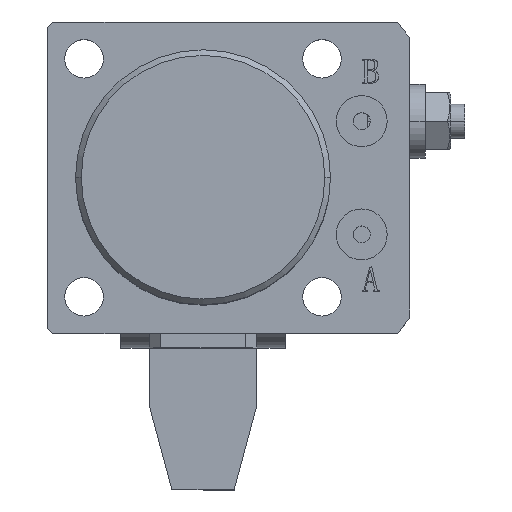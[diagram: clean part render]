
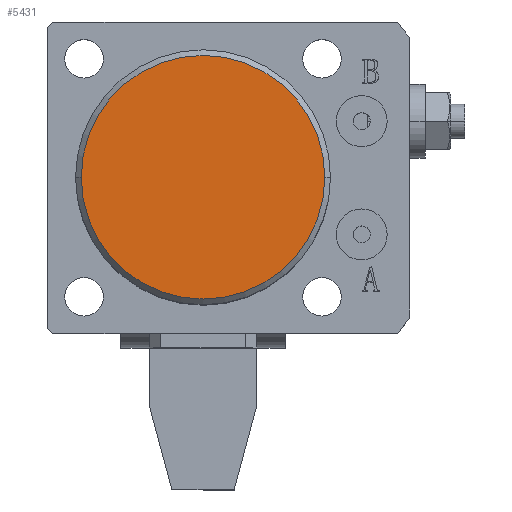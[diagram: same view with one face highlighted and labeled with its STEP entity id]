
A CAD part, top view. The second image highlights one B-rep face of the part: STEP entity #5431.
In plain terms, the highlighted planar face has unit normal (0, 0, 1).
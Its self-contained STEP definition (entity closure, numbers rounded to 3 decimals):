
#1915 = DIRECTION ( 'NONE',  ( 0., 0., 1. ) ) ;
#2029 = DIRECTION ( 'NONE',  ( 1., 0., 0. ) ) ;
#2164 = CARTESIAN_POINT ( 'NONE',  ( 0., 0., 76. ) ) ;
#2520 = CARTESIAN_POINT ( 'NONE',  ( 21.5, 0., 76. ) ) ;
#2706 = CARTESIAN_POINT ( 'NONE',  ( -21.5, 0., 76. ) ) ;
#3607 = EDGE_CURVE ( 'NONE', #9002, #8816, #6223, .T. ) ;
#3932 = DIRECTION ( 'NONE',  ( 1., 0., 0. ) ) ;
#3933 = DIRECTION ( 'NONE',  ( 0., 0., 1. ) ) ;
#3934 = CARTESIAN_POINT ( 'NONE',  ( 0., 0., 76. ) ) ;
#4287 = EDGE_CURVE ( 'NONE', #8816, #9002, #6632, .T. ) ;
#4779 = AXIS2_PLACEMENT_3D ( 'NONE', #2164, #1915, #2029 ) ;
#4864 = AXIS2_PLACEMENT_3D ( 'NONE', #3934, #3933, #3932 ) ;
#5019 = AXIS2_PLACEMENT_3D ( 'NONE', #8377, #8279, #8301 ) ;
#5431 = ADVANCED_FACE ( 'NONE', ( #7174 ), #8335, .T. ) ;
#5656 = ORIENTED_EDGE ( 'NONE', *, *, #4287, .T. ) ;
#5963 = EDGE_LOOP ( 'NONE', ( #8604, #5656 ) ) ;
#6223 = CIRCLE ( 'NONE', #4779, 21.5 ) ;
#6632 = CIRCLE ( 'NONE', #4864, 21.5 ) ;
#7174 = FACE_OUTER_BOUND ( 'NONE', #5963, .T. ) ;
#8279 = DIRECTION ( 'NONE',  ( 0., 0., 1. ) ) ;
#8301 = DIRECTION ( 'NONE',  ( 1., 0., 0. ) ) ;
#8335 = PLANE ( 'NONE',  #5019 ) ;
#8377 = CARTESIAN_POINT ( 'NONE',  ( 0., 0., 76. ) ) ;
#8604 = ORIENTED_EDGE ( 'NONE', *, *, #3607, .T. ) ;
#8816 = VERTEX_POINT ( 'NONE', #2520 ) ;
#9002 = VERTEX_POINT ( 'NONE', #2706 ) ;
